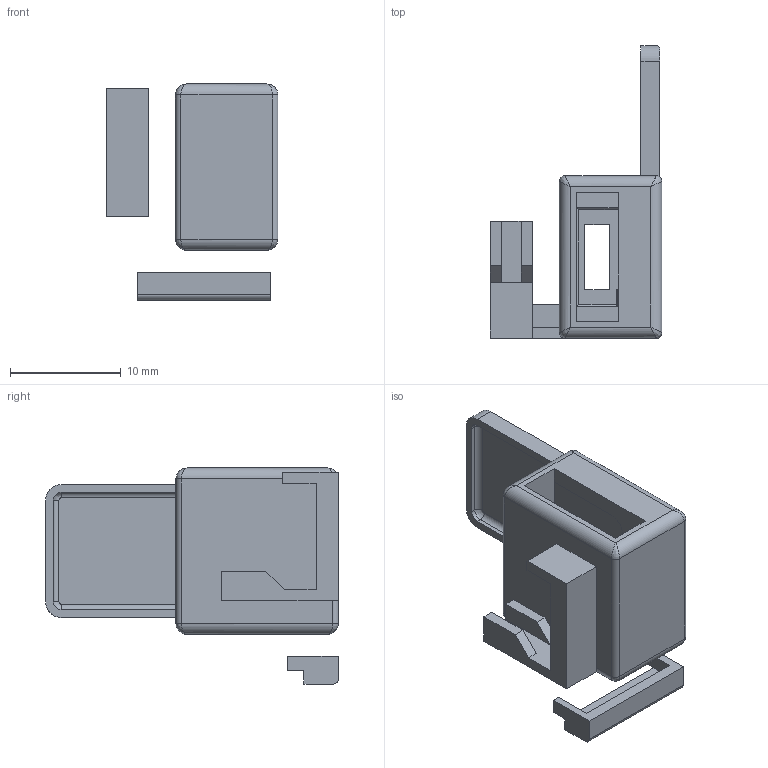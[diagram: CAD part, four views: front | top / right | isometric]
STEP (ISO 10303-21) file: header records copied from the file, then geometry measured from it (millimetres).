
FILE_DESCRIPTION(/* description */ (''),/* implementation_level */ '2;1');
FILE_NAME(/* name */ 'virtualGimbal2_microHDMI.step',/* time_stamp */ '2018-08-03T11:14:06+09:00',/* author */ ('sa.to.yb.afusion360'),/* organization */ (''),/* preprocessor_version */ 'ST-DEVELOPER v17',/* originating_system */ 'Autodesk Translation Framework v7.1.0.215',/* authorisation */ '');
FILE_SCHEMA (('AUTOMOTIVE_DESIGN { 1 0 10303 214 3 1 1 }'));
Length unit declared in the file: millimetre
Products named in the file (4): 発注用組み立て; cover2; cover3_for_ver.2; cover-type D
Assembly tree (3 placements, depth 2):
  発注用組み立て
    cover2
    cover3_for_ver.2
    cover-type D
Bounding box: 15.5 x 26.4 x 19.5 mm (x, y, z)
Volume: 1452.4 mm3; surface area: 2240.1 mm2
Topology: 3 solids, 3 shells, 113 faces, 287 edges, 173 vertices
Faces by surface type: plane 75, cylinder 26, bspline 12
Full cylindrical faces by diameter (mm): 1 x1
Entity records: 3636 total; most frequent: CARTESIAN_POINT 836, ORIENTED_EDGE 558, DIRECTION 557, EDGE_CURVE 279, LINE 217, VECTOR 217, VERTEX_POINT 173, AXIS2_PLACEMENT_3D 170
